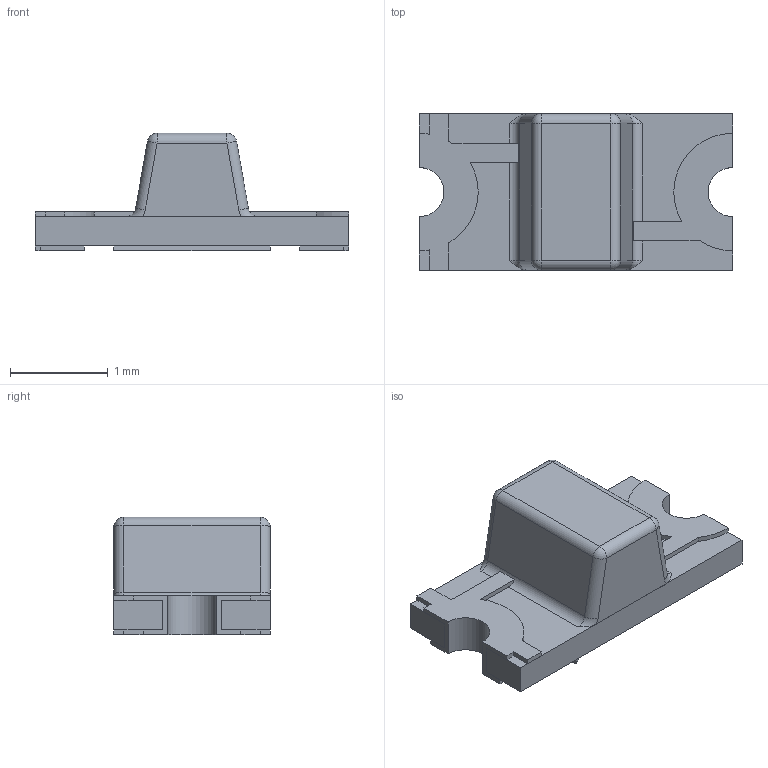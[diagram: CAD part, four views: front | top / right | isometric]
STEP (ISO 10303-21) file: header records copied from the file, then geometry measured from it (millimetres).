
FILE_DESCRIPTION( ( 'Unknown' ), '1' );
FILE_NAME( 'WE-SMRW_572_rectangular.stp', 'Unknown', ( 'Unknown' ), ( 'Unknown' ), 'PSStep 13.0', 'Unknown', ' ' );
FILE_SCHEMA( ( 'AUTOMOTIVE_DESIGN { 1 0 10303 214 1 1 1 1 }' ) );
Length unit declared in the file: millimetre
Products named in the file (6): Assem1; contact-pins; PCB; glass housing; Polarity Mark
Bounding box: 3.2 x 1.6 x 1.2 mm (x, y, z)
Volume: 6.1 mm3; surface area: 63.9 mm2
Topology: 10 solids, 10 shells, 234 faces, 606 edges, 388 vertices
Faces by surface type: plane 174, cylinder 44, torus 8, sphere 8
Entity records: 4523 total; most frequent: CARTESIAN_POINT 636, ORIENTED_EDGE 598, DIRECTION 593, EDGE_CURVE 299, LINE 243, VECTOR 243, VERTEX_POINT 194, AXIS2_PLACEMENT_3D 175
